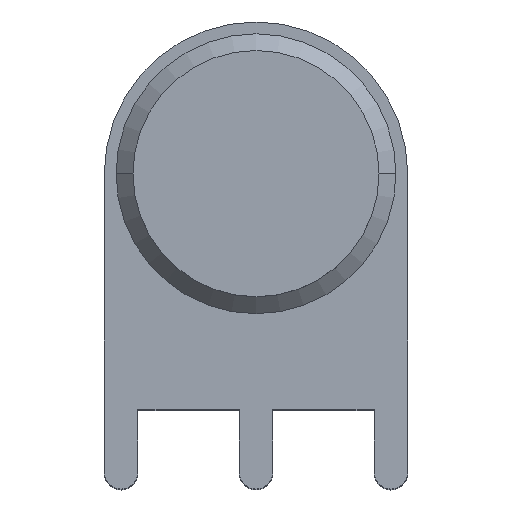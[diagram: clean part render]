
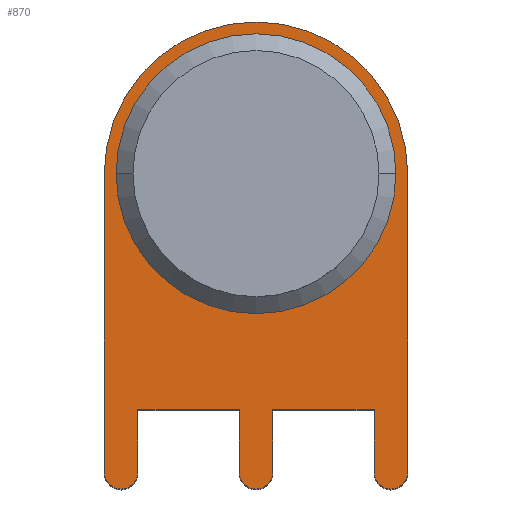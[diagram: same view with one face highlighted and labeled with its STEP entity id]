
A CAD part, top view. The second image highlights one B-rep face of the part: STEP entity #870.
In plain terms, the highlighted planar face has unit normal (0, 0, 1).
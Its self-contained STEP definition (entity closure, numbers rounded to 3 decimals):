
#1 = AXIS2_PLACEMENT_3D ( 'NONE', #967, #1283, #524 ) ;
#8 = DIRECTION ( 'NONE',  ( 0., 1., 0. ) ) ;
#13 = LINE ( 'NONE', #1219, #647 ) ;
#14 = EDGE_CURVE ( 'NONE', #1012, #283, #512, .T. ) ;
#15 = ORIENTED_EDGE ( 'NONE', *, *, #98, .T. ) ;
#23 = VERTEX_POINT ( 'NONE', #196 ) ;
#33 = DIRECTION ( 'NONE',  ( 0., 0., -1. ) ) ;
#34 = CIRCLE ( 'NONE', #834, 1. ) ;
#36 = CARTESIAN_POINT ( 'NONE',  ( -7., -14., 16. ) ) ;
#45 = DIRECTION ( 'NONE',  ( 1., 0., 0. ) ) ;
#46 = ORIENTED_EDGE ( 'NONE', *, *, #276, .T. ) ;
#53 = CARTESIAN_POINT ( 'NONE',  ( -1., -14., 16. ) ) ;
#55 = VERTEX_POINT ( 'NONE', #411 ) ;
#81 = LINE ( 'NONE', #1077, #278 ) ;
#82 = VECTOR ( 'NONE', #1310, 1000. ) ;
#86 = EDGE_CURVE ( 'NONE', #283, #162, #1406, .T. ) ;
#96 = EDGE_CURVE ( 'NONE', #565, #246, #530, .T. ) ;
#98 = EDGE_CURVE ( 'NONE', #153, #1408, #34, .T. ) ;
#105 = ORIENTED_EDGE ( 'NONE', *, *, #586, .T. ) ;
#108 = AXIS2_PLACEMENT_3D ( 'NONE', #753, #849, #1181 ) ;
#121 = VECTOR ( 'NONE', #8, 1000. ) ;
#128 = CARTESIAN_POINT ( 'NONE',  ( 1., -17.7, 16. ) ) ;
#136 = CARTESIAN_POINT ( 'NONE',  ( -9., -17.7, 16. ) ) ;
#149 = CARTESIAN_POINT ( 'NONE',  ( 9., 0., 16. ) ) ;
#153 = VERTEX_POINT ( 'NONE', #543 ) ;
#162 = VERTEX_POINT ( 'NONE', #437 ) ;
#168 = AXIS2_PLACEMENT_3D ( 'NONE', #824, #275, #45 ) ;
#172 = DIRECTION ( 'NONE',  ( 0., 1., 0. ) ) ;
#173 = CARTESIAN_POINT ( 'NONE',  ( 9., -17.7, 16. ) ) ;
#182 = CARTESIAN_POINT ( 'NONE',  ( -7., -17.7, 16. ) ) ;
#196 = CARTESIAN_POINT ( 'NONE',  ( -7., -14., 16. ) ) ;
#215 = ORIENTED_EDGE ( 'NONE', *, *, #944, .T. ) ;
#225 = CARTESIAN_POINT ( 'NONE',  ( 7., -14., 16. ) ) ;
#246 = VERTEX_POINT ( 'NONE', #128 ) ;
#271 = DIRECTION ( 'NONE',  ( 1., 0., 0. ) ) ;
#275 = DIRECTION ( 'NONE',  ( 0., 0., 1. ) ) ;
#276 = EDGE_CURVE ( 'NONE', #899, #565, #13, .T. ) ;
#278 = VECTOR ( 'NONE', #743, 1000. ) ;
#283 = VERTEX_POINT ( 'NONE', #136 ) ;
#304 = ORIENTED_EDGE ( 'NONE', *, *, #470, .T. ) ;
#309 = DIRECTION ( 'NONE',  ( 0., 0., 1. ) ) ;
#318 = DIRECTION ( 'NONE',  ( 1., 0., 0. ) ) ;
#346 = ORIENTED_EDGE ( 'NONE', *, *, #1123, .T. ) ;
#350 = VERTEX_POINT ( 'NONE', #585 ) ;
#403 = CARTESIAN_POINT ( 'NONE',  ( 1., -14., 16. ) ) ;
#411 = CARTESIAN_POINT ( 'NONE',  ( 8.3, 0., 16. ) ) ;
#418 = ORIENTED_EDGE ( 'NONE', *, *, #1242, .T. ) ;
#421 = EDGE_CURVE ( 'NONE', #857, #1012, #427, .T. ) ;
#427 = CIRCLE ( 'NONE', #844, 9. ) ;
#432 = CIRCLE ( 'NONE', #1120, 8.3 ) ;
#437 = CARTESIAN_POINT ( 'NONE',  ( -7., -17.7, 16. ) ) ;
#463 = DIRECTION ( 'NONE',  ( 1., 0., 0. ) ) ;
#470 = EDGE_CURVE ( 'NONE', #1408, #857, #1114, .T. ) ;
#473 = CARTESIAN_POINT ( 'NONE',  ( 1., -17.7, 16. ) ) ;
#490 = CARTESIAN_POINT ( 'NONE',  ( -1., -17.7, 16. ) ) ;
#507 = CARTESIAN_POINT ( 'NONE',  ( -9., -14., 16. ) ) ;
#512 = LINE ( 'NONE', #507, #82 ) ;
#524 = DIRECTION ( 'NONE',  ( 1., 0., 0. ) ) ;
#530 = CIRCLE ( 'NONE', #108, 1. ) ;
#543 = CARTESIAN_POINT ( 'NONE',  ( 7., -17.7, 16. ) ) ;
#561 = VECTOR ( 'NONE', #1209, 1000. ) ;
#565 = VERTEX_POINT ( 'NONE', #490 ) ;
#585 = CARTESIAN_POINT ( 'NONE',  ( -8.3, 0., 16. ) ) ;
#586 = EDGE_CURVE ( 'NONE', #1182, #153, #1248, .T. ) ;
#630 = DIRECTION ( 'NONE',  ( -1., 0., 0. ) ) ;
#634 = EDGE_CURVE ( 'NONE', #162, #23, #685, .T. ) ;
#643 = ORIENTED_EDGE ( 'NONE', *, *, #634, .T. ) ;
#647 = VECTOR ( 'NONE', #1109, 1000. ) ;
#685 = LINE ( 'NONE', #182, #1322 ) ;
#688 = FACE_OUTER_BOUND ( 'NONE', #934, .T. ) ;
#694 = CARTESIAN_POINT ( 'NONE',  ( 9., 0., 16. ) ) ;
#743 = DIRECTION ( 'NONE',  ( 1., 0., 0. ) ) ;
#753 = CARTESIAN_POINT ( 'NONE',  ( 0., -17.7, 16. ) ) ;
#757 = CARTESIAN_POINT ( 'NONE',  ( 8., -17.7, 16. ) ) ;
#815 = LINE ( 'NONE', #36, #918 ) ;
#824 = CARTESIAN_POINT ( 'NONE',  ( 0., -17.7, 16. ) ) ;
#834 = AXIS2_PLACEMENT_3D ( 'NONE', #757, #309, #630 ) ;
#844 = AXIS2_PLACEMENT_3D ( 'NONE', #1039, #1356, #271 ) ;
#849 = DIRECTION ( 'NONE',  ( 0., 0., 1. ) ) ;
#857 = VERTEX_POINT ( 'NONE', #694 ) ;
#870 = ADVANCED_FACE ( 'NONE', ( #1245, #688 ), #1158, .T. ) ;
#876 = LINE ( 'NONE', #473, #121 ) ;
#885 = ORIENTED_EDGE ( 'NONE', *, *, #86, .T. ) ;
#899 = VERTEX_POINT ( 'NONE', #53 ) ;
#912 = ORIENTED_EDGE ( 'NONE', *, *, #983, .T. ) ;
#918 = VECTOR ( 'NONE', #941, 1000. ) ;
#934 = EDGE_LOOP ( 'NONE', ( #643, #215, #46, #1336, #346, #1393, #105, #15, #304, #971, #1100, #885 ) ) ;
#940 = CIRCLE ( 'NONE', #1, 8.3 ) ;
#941 = DIRECTION ( 'NONE',  ( 1., 0., 0. ) ) ;
#944 = EDGE_CURVE ( 'NONE', #23, #899, #815, .T. ) ;
#958 = VECTOR ( 'NONE', #1144, 1000. ) ;
#967 = CARTESIAN_POINT ( 'NONE',  ( 0., 0., 16. ) ) ;
#971 = ORIENTED_EDGE ( 'NONE', *, *, #421, .T. ) ;
#983 = EDGE_CURVE ( 'NONE', #350, #55, #940, .T. ) ;
#1012 = VERTEX_POINT ( 'NONE', #1173 ) ;
#1037 = AXIS2_PLACEMENT_3D ( 'NONE', #1084, #1303, #318 ) ;
#1039 = CARTESIAN_POINT ( 'NONE',  ( 0., 0., 16. ) ) ;
#1045 = EDGE_CURVE ( 'NONE', #1070, #1182, #81, .T. ) ;
#1070 = VERTEX_POINT ( 'NONE', #403 ) ;
#1077 = CARTESIAN_POINT ( 'NONE',  ( 1., -14., 16. ) ) ;
#1084 = CARTESIAN_POINT ( 'NONE',  ( -8., -17.7, 16. ) ) ;
#1085 = EDGE_LOOP ( 'NONE', ( #912, #418 ) ) ;
#1100 = ORIENTED_EDGE ( 'NONE', *, *, #14, .T. ) ;
#1109 = DIRECTION ( 'NONE',  ( 0., -1., 0. ) ) ;
#1114 = LINE ( 'NONE', #149, #561 ) ;
#1120 = AXIS2_PLACEMENT_3D ( 'NONE', #1251, #33, #463 ) ;
#1123 = EDGE_CURVE ( 'NONE', #246, #1070, #876, .T. ) ;
#1144 = DIRECTION ( 'NONE',  ( 0., -1., 0. ) ) ;
#1158 = PLANE ( 'NONE',  #168 ) ;
#1173 = CARTESIAN_POINT ( 'NONE',  ( -9., 0., 16. ) ) ;
#1181 = DIRECTION ( 'NONE',  ( 1., 0., 0. ) ) ;
#1182 = VERTEX_POINT ( 'NONE', #225 ) ;
#1209 = DIRECTION ( 'NONE',  ( 0., 1., 0. ) ) ;
#1219 = CARTESIAN_POINT ( 'NONE',  ( -1., -14., 16. ) ) ;
#1242 = EDGE_CURVE ( 'NONE', #55, #350, #432, .T. ) ;
#1245 = FACE_BOUND ( 'NONE', #1085, .T. ) ;
#1248 = LINE ( 'NONE', #1266, #958 ) ;
#1251 = CARTESIAN_POINT ( 'NONE',  ( 0., 0., 16. ) ) ;
#1266 = CARTESIAN_POINT ( 'NONE',  ( 7., -17.7, 16. ) ) ;
#1283 = DIRECTION ( 'NONE',  ( 0., 0., -1. ) ) ;
#1303 = DIRECTION ( 'NONE',  ( 0., 0., 1. ) ) ;
#1310 = DIRECTION ( 'NONE',  ( 0., -1., 0. ) ) ;
#1322 = VECTOR ( 'NONE', #172, 1000. ) ;
#1336 = ORIENTED_EDGE ( 'NONE', *, *, #96, .T. ) ;
#1356 = DIRECTION ( 'NONE',  ( 0., 0., 1. ) ) ;
#1393 = ORIENTED_EDGE ( 'NONE', *, *, #1045, .T. ) ;
#1406 = CIRCLE ( 'NONE', #1037, 1. ) ;
#1408 = VERTEX_POINT ( 'NONE', #173 ) ;
